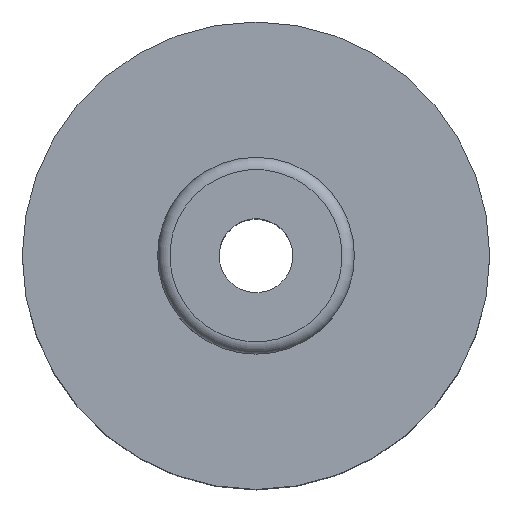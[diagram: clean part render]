
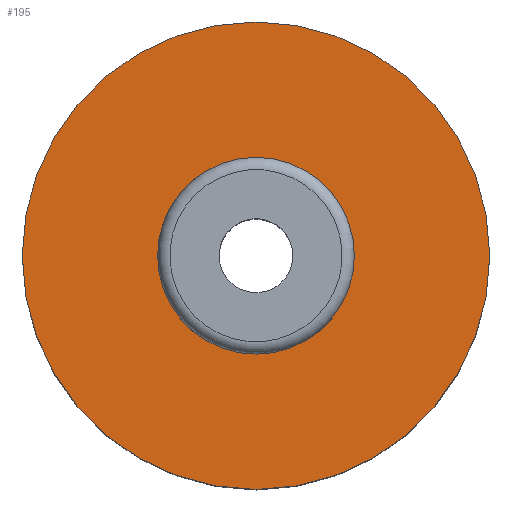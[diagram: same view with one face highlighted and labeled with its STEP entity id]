
A CAD part, top view. The second image highlights one B-rep face of the part: STEP entity #195.
In plain terms, the highlighted face is planar.
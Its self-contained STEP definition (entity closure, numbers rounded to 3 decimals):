
#29=FACE_BOUND('',#50,.T.);
#33=PLANE('',#240);
#39=FACE_OUTER_BOUND('',#49,.T.);
#49=EDGE_LOOP('',(#149,#150));
#50=EDGE_LOOP('',(#151,#152));
#69=CIRCLE('',#231,4.);
#72=CIRCLE('',#234,4.);
#74=CIRCLE('',#237,9.5);
#75=CIRCLE('',#238,9.5);
#91=VERTEX_POINT('',#346);
#92=VERTEX_POINT('',#347);
#97=VERTEX_POINT('',#359);
#98=VERTEX_POINT('',#361);
#111=EDGE_CURVE('',#91,#92,#69,.T.);
#115=EDGE_CURVE('',#92,#91,#72,.T.);
#118=EDGE_CURVE('',#98,#97,#74,.T.);
#119=EDGE_CURVE('',#97,#98,#75,.T.);
#149=ORIENTED_EDGE('',*,*,#118,.T.);
#150=ORIENTED_EDGE('',*,*,#119,.T.);
#151=ORIENTED_EDGE('',*,*,#111,.F.);
#152=ORIENTED_EDGE('',*,*,#115,.F.);
#195=ADVANCED_FACE('',(#39,#29),#33,.T.);
#231=AXIS2_PLACEMENT_3D('',#348,#271,#272);
#234=AXIS2_PLACEMENT_3D('',#354,#278,#279);
#237=AXIS2_PLACEMENT_3D('',#362,#285,#286);
#238=AXIS2_PLACEMENT_3D('',#363,#287,#288);
#240=AXIS2_PLACEMENT_3D('',#365,#291,#292);
#271=DIRECTION('center_axis',(0.,1.,0.));
#272=DIRECTION('ref_axis',(0.,0.,1.));
#278=DIRECTION('center_axis',(0.,1.,0.));
#279=DIRECTION('ref_axis',(0.,0.,1.));
#285=DIRECTION('center_axis',(0.,1.,0.));
#286=DIRECTION('ref_axis',(0.,0.,1.));
#287=DIRECTION('center_axis',(0.,1.,0.));
#288=DIRECTION('ref_axis',(0.,0.,1.));
#291=DIRECTION('center_axis',(0.,1.,0.));
#292=DIRECTION('ref_axis',(0.,0.,1.));
#346=CARTESIAN_POINT('',(0.,12.,-4.));
#347=CARTESIAN_POINT('',(0.,12.,4.));
#348=CARTESIAN_POINT('Origin',(0.,12.,0.));
#354=CARTESIAN_POINT('Origin',(0.,12.,0.));
#359=CARTESIAN_POINT('',(0.,12.,9.5));
#361=CARTESIAN_POINT('',(0.,12.,-9.5));
#362=CARTESIAN_POINT('Origin',(0.,12.,0.));
#363=CARTESIAN_POINT('Origin',(0.,12.,0.));
#365=CARTESIAN_POINT('Origin',(0.,12.,0.));
